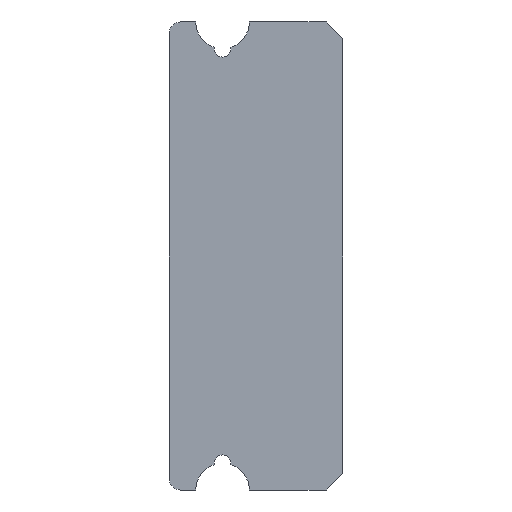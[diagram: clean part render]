
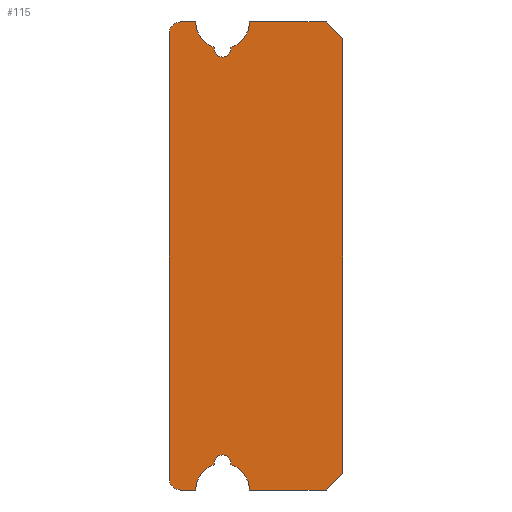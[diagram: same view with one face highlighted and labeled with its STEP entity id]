
A CAD part, left-side view. The second image highlights one B-rep face of the part: STEP entity #115.
In plain terms, the highlighted planar face has unit normal (-1, 0, 0).
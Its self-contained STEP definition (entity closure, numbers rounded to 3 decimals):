
#1 = AXIS2_PLACEMENT_3D ( 'NONE', #1101, #1103, #1104 ) ;
#2 = AXIS2_PLACEMENT_3D ( 'NONE', #1086, #1099, #1109 ) ;
#6 = EDGE_CURVE ( 'NONE', #1074, #1090, #313, .T. ) ;
#7 = EDGE_CURVE ( 'NONE', #1110, #1058, #312, .T. ) ;
#13 = EDGE_CURVE ( 'NONE', #1088, #1110, #306, .T. ) ;
#14 = EDGE_CURVE ( 'NONE', #1036, #1077, #323, .T. ) ;
#16 = EDGE_CURVE ( 'NONE', #1075, #1088, #324, .T. ) ;
#17 = EDGE_CURVE ( 'NONE', #1091, #1054, #327, .T. ) ;
#19 = EDGE_CURVE ( 'NONE', #1082, #1038, #328, .T. ) ;
#20 = EDGE_CURVE ( 'NONE', #1090, #1091, #330, .T. ) ;
#21 = EDGE_CURVE ( 'NONE', #1072, #1097, #332, .T. ) ;
#22 = EDGE_CURVE ( 'NONE', #1041, #1084, #267, .T. ) ;
#23 = EDGE_CURVE ( 'NONE', #1097, #1042, #719, .T. ) ;
#44 = EDGE_CURVE ( 'NONE', #1042, #1041, #830, .T. ) ;
#78 = EDGE_CURVE ( 'NONE', #1082, #1084, #883, .T. ) ;
#79 = EDGE_CURVE ( 'NONE', #1072, #1075, #878, .T. ) ;
#84 = EDGE_CURVE ( 'NONE', #1074, #1077, #882, .T. ) ;
#90 = EDGE_CURVE ( 'NONE', #1036, #1038, #906, .T. ) ;
#96 = EDGE_CURVE ( 'NONE', #1058, #1054, #917, .T. ) ;
#99 = AXIS2_PLACEMENT_3D ( 'NONE', #1124, #1132, #1131 ) ;
#101 = AXIS2_PLACEMENT_3D ( 'NONE', #1125, #1123, #1122 ) ;
#102 = AXIS2_PLACEMENT_3D ( 'NONE', #1034, #1129, #1134 ) ;
#103 = AXIS2_PLACEMENT_3D ( 'NONE', #1119, #1031, #1033 ) ;
#104 = AXIS2_PLACEMENT_3D ( 'NONE', #1133, #1135, #333 ) ;
#105 = AXIS2_PLACEMENT_3D ( 'NONE', #1130, #334, #335 ) ;
#115 = ADVANCED_FACE ( 'NONE', ( #935 ), #538, .F. ) ;
#185 = EDGE_LOOP ( 'NONE', ( #293, #294, #295, #296, #297, #298, #299, #1140, #1141, #1139, #1138, #1029, #1027, #1030, #1026, #1028, #1136 ) ) ;
#267 = CIRCLE ( 'NONE', #104, 0.8 ) ;
#293 = ORIENTED_EDGE ( 'NONE', *, *, #90, .F. ) ;
#294 = ORIENTED_EDGE ( 'NONE', *, *, #14, .T. ) ;
#295 = ORIENTED_EDGE ( 'NONE', *, *, #84, .F. ) ;
#296 = ORIENTED_EDGE ( 'NONE', *, *, #6, .T. ) ;
#297 = ORIENTED_EDGE ( 'NONE', *, *, #20, .T. ) ;
#298 = ORIENTED_EDGE ( 'NONE', *, *, #17, .T. ) ;
#299 = ORIENTED_EDGE ( 'NONE', *, *, #96, .F. ) ;
#306 = LINE ( 'NONE', #1092, #321 ) ;
#307 = VECTOR ( 'NONE', #1106, 1000. ) ;
#312 = LINE ( 'NONE', #1037, #307 ) ;
#313 = CIRCLE ( 'NONE', #1, 0.8 ) ;
#321 = VECTOR ( 'NONE', #1094, 1000. ) ;
#323 = CIRCLE ( 'NONE', #2, 0.35 ) ;
#324 = LINE ( 'NONE', #1096, #326 ) ;
#326 = VECTOR ( 'NONE', #1128, 1000. ) ;
#327 = CIRCLE ( 'NONE', #101, 0.8 ) ;
#328 = CIRCLE ( 'NONE', #102, 0.35 ) ;
#330 = CIRCLE ( 'NONE', #99, 0.25 ) ;
#332 = CIRCLE ( 'NONE', #103, 0.8 ) ;
#333 = DIRECTION ( 'NONE',  ( 0., 0., 1. ) ) ;
#334 = DIRECTION ( 'NONE',  ( 1., 0., 0. ) ) ;
#335 = DIRECTION ( 'NONE',  ( 0., 0., 1. ) ) ;
#391 = CARTESIAN_POINT ( 'NONE',  ( -80., 3.6, 6.2 ) ) ;
#392 = DIRECTION ( 'NONE',  ( 1., 0., 0. ) ) ;
#393 = DIRECTION ( 'NONE',  ( 0., 0., 1. ) ) ;
#470 = CARTESIAN_POINT ( 'NONE',  ( -80., 0.5, 7. ) ) ;
#472 = CARTESIAN_POINT ( 'NONE',  ( -80., 0.5, 7. ) ) ;
#473 = DIRECTION ( 'NONE',  ( 0., -1., 0. ) ) ;
#475 = DIRECTION ( 'NONE',  ( 0., -1., 0. ) ) ;
#482 = CARTESIAN_POINT ( 'NONE',  ( -80., 0.5, -7. ) ) ;
#486 = DIRECTION ( 'NONE',  ( 0., 1., 0. ) ) ;
#497 = CARTESIAN_POINT ( 'NONE',  ( -80., 5.2, -7. ) ) ;
#498 = DIRECTION ( 'NONE',  ( 0., 0., 1. ) ) ;
#512 = CARTESIAN_POINT ( 'NONE',  ( -80., 0.5, -7. ) ) ;
#513 = DIRECTION ( 'NONE',  ( 0., 1., 0. ) ) ;
#529 = CARTESIAN_POINT ( 'NONE',  ( -80., 0., 7. ) ) ;
#538 = PLANE ( 'NONE',  #783 ) ;
#543 = DIRECTION ( 'NONE',  ( 1., 0., 0. ) ) ;
#544 = DIRECTION ( 'NONE',  ( 0., 0., -1. ) ) ;
#628 = CARTESIAN_POINT ( 'NONE',  ( -80., 5.2, -6.65 ) ) ;
#634 = CARTESIAN_POINT ( 'NONE',  ( -80., 3.847, 6.239 ) ) ;
#640 = CARTESIAN_POINT ( 'NONE',  ( -80., 5.2, 6.65 ) ) ;
#642 = CARTESIAN_POINT ( 'NONE',  ( -80., 3.6, 5.95 ) ) ;
#652 = CARTESIAN_POINT ( 'NONE',  ( -80., 2.8, -7. ) ) ;
#656 = CARTESIAN_POINT ( 'NONE',  ( -80., 0.5, -7. ) ) ;
#670 = CARTESIAN_POINT ( 'NONE',  ( -80., 2.8, 7. ) ) ;
#672 = CARTESIAN_POINT ( 'NONE',  ( -80., 4.4, -7. ) ) ;
#673 = CARTESIAN_POINT ( 'NONE',  ( -80., 0.5, 7. ) ) ;
#675 = CARTESIAN_POINT ( 'NONE',  ( -80., 4.85, -7. ) ) ;
#680 = CARTESIAN_POINT ( 'NONE',  ( -80., 4.85, 7. ) ) ;
#682 = CARTESIAN_POINT ( 'NONE',  ( -80., 4.4, 7. ) ) ;
#685 = CARTESIAN_POINT ( 'NONE',  ( -80., 0., 6.5 ) ) ;
#686 = CARTESIAN_POINT ( 'NONE',  ( -80., 3.847, -6.239 ) ) ;
#687 = CARTESIAN_POINT ( 'NONE',  ( -80., 3.353, -6.239 ) ) ;
#689 = CARTESIAN_POINT ( 'NONE',  ( -80., 3.353, 6.239 ) ) ;
#692 = CARTESIAN_POINT ( 'NONE',  ( -80., 0., -6.5 ) ) ;
#719 = CIRCLE ( 'NONE', #105, 0.25 ) ;
#758 = AXIS2_PLACEMENT_3D ( 'NONE', #391, #392, #393 ) ;
#783 = AXIS2_PLACEMENT_3D ( 'NONE', #529, #543, #544 ) ;
#830 = CIRCLE ( 'NONE', #758, 0.25 ) ;
#878 = LINE ( 'NONE', #470, #885 ) ;
#882 = LINE ( 'NONE', #482, #895 ) ;
#883 = LINE ( 'NONE', #472, #884 ) ;
#884 = VECTOR ( 'NONE', #473, 1000. ) ;
#885 = VECTOR ( 'NONE', #475, 1000. ) ;
#895 = VECTOR ( 'NONE', #486, 1000. ) ;
#906 = LINE ( 'NONE', #497, #907 ) ;
#907 = VECTOR ( 'NONE', #498, 1000. ) ;
#917 = LINE ( 'NONE', #512, #918 ) ;
#918 = VECTOR ( 'NONE', #513, 1000. ) ;
#935 = FACE_OUTER_BOUND ( 'NONE', #185, .T. ) ;
#1026 = ORIENTED_EDGE ( 'NONE', *, *, #22, .T. ) ;
#1027 = ORIENTED_EDGE ( 'NONE', *, *, #23, .T. ) ;
#1028 = ORIENTED_EDGE ( 'NONE', *, *, #78, .F. ) ;
#1029 = ORIENTED_EDGE ( 'NONE', *, *, #21, .T. ) ;
#1030 = ORIENTED_EDGE ( 'NONE', *, *, #44, .T. ) ;
#1031 = DIRECTION ( 'NONE',  ( 1., 0., 0. ) ) ;
#1033 = DIRECTION ( 'NONE',  ( 0., 0., 1. ) ) ;
#1034 = CARTESIAN_POINT ( 'NONE',  ( -80., 4.85, 6.65 ) ) ;
#1036 = VERTEX_POINT ( 'NONE', #628 ) ;
#1037 = CARTESIAN_POINT ( 'NONE',  ( -80., 0., -6.5 ) ) ;
#1038 = VERTEX_POINT ( 'NONE', #640 ) ;
#1041 = VERTEX_POINT ( 'NONE', #634 ) ;
#1042 = VERTEX_POINT ( 'NONE', #642 ) ;
#1054 = VERTEX_POINT ( 'NONE', #652 ) ;
#1058 = VERTEX_POINT ( 'NONE', #656 ) ;
#1072 = VERTEX_POINT ( 'NONE', #670 ) ;
#1074 = VERTEX_POINT ( 'NONE', #672 ) ;
#1075 = VERTEX_POINT ( 'NONE', #673 ) ;
#1077 = VERTEX_POINT ( 'NONE', #675 ) ;
#1082 = VERTEX_POINT ( 'NONE', #680 ) ;
#1084 = VERTEX_POINT ( 'NONE', #682 ) ;
#1086 = CARTESIAN_POINT ( 'NONE',  ( -80., 4.85, -6.65 ) ) ;
#1088 = VERTEX_POINT ( 'NONE', #685 ) ;
#1090 = VERTEX_POINT ( 'NONE', #686 ) ;
#1091 = VERTEX_POINT ( 'NONE', #687 ) ;
#1092 = CARTESIAN_POINT ( 'NONE',  ( -80., 0., -6.5 ) ) ;
#1094 = DIRECTION ( 'NONE',  ( 0., 0., -1. ) ) ;
#1096 = CARTESIAN_POINT ( 'NONE',  ( -80., 0., 6.5 ) ) ;
#1097 = VERTEX_POINT ( 'NONE', #689 ) ;
#1099 = DIRECTION ( 'NONE',  ( -1., 0., 0. ) ) ;
#1101 = CARTESIAN_POINT ( 'NONE',  ( -80., 3.6, -7. ) ) ;
#1103 = DIRECTION ( 'NONE',  ( 1., 0., 0. ) ) ;
#1104 = DIRECTION ( 'NONE',  ( 0., 0., -1. ) ) ;
#1106 = DIRECTION ( 'NONE',  ( 0., 0.707, -0.707 ) ) ;
#1109 = DIRECTION ( 'NONE',  ( 0., 0., -1. ) ) ;
#1110 = VERTEX_POINT ( 'NONE', #692 ) ;
#1119 = CARTESIAN_POINT ( 'NONE',  ( -80., 3.6, 7. ) ) ;
#1122 = DIRECTION ( 'NONE',  ( 0., 0., -1. ) ) ;
#1123 = DIRECTION ( 'NONE',  ( 1., 0., 0. ) ) ;
#1124 = CARTESIAN_POINT ( 'NONE',  ( -80., 3.6, -6.2 ) ) ;
#1125 = CARTESIAN_POINT ( 'NONE',  ( -80., 3.6, -7. ) ) ;
#1128 = DIRECTION ( 'NONE',  ( 0., -0.707, -0.707 ) ) ;
#1129 = DIRECTION ( 'NONE',  ( -1., 0., 0. ) ) ;
#1130 = CARTESIAN_POINT ( 'NONE',  ( -80., 3.6, 6.2 ) ) ;
#1131 = DIRECTION ( 'NONE',  ( 0., 0., -1. ) ) ;
#1132 = DIRECTION ( 'NONE',  ( 1., 0., 0. ) ) ;
#1133 = CARTESIAN_POINT ( 'NONE',  ( -80., 3.6, 7. ) ) ;
#1134 = DIRECTION ( 'NONE',  ( 0., 0., -1. ) ) ;
#1135 = DIRECTION ( 'NONE',  ( 1., 0., 0. ) ) ;
#1136 = ORIENTED_EDGE ( 'NONE', *, *, #19, .T. ) ;
#1138 = ORIENTED_EDGE ( 'NONE', *, *, #79, .F. ) ;
#1139 = ORIENTED_EDGE ( 'NONE', *, *, #16, .F. ) ;
#1140 = ORIENTED_EDGE ( 'NONE', *, *, #7, .F. ) ;
#1141 = ORIENTED_EDGE ( 'NONE', *, *, #13, .F. ) ;
